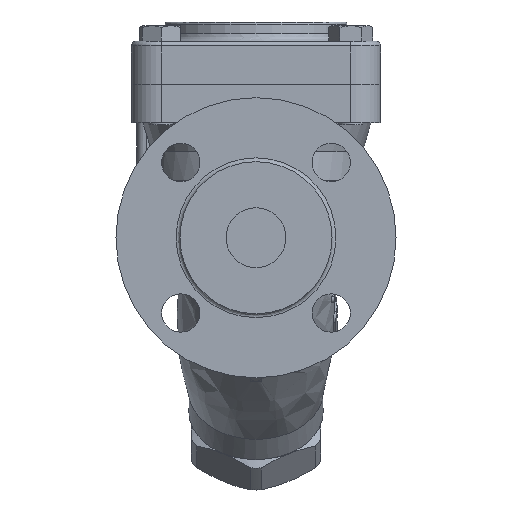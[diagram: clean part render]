
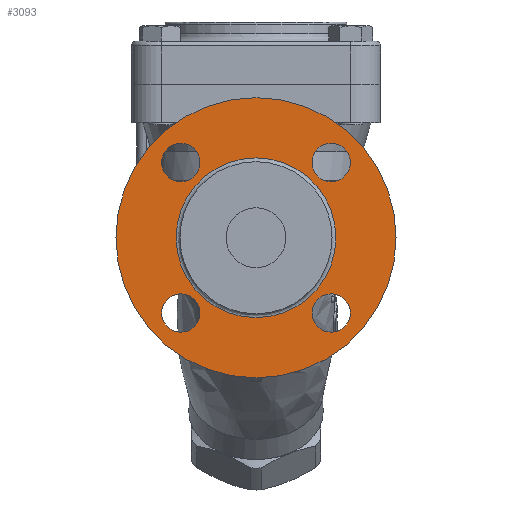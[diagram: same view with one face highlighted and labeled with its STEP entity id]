
A CAD part, left-side view. The second image highlights one B-rep face of the part: STEP entity #3093.
In plain terms, the highlighted free-form (B-spline) face has degree [1, 1] with [2, 2] control points.
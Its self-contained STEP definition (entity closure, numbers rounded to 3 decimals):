
#2899=CARTESIAN_POINT('',(-120.9,0.,-122.5));
#2900=VERTEX_POINT('',#2899);
#2901=CARTESIAN_POINT('',(-120.9,0.0,-64.));
#2902=DIRECTION('',(1.0,0.0,0.0));
#2903=DIRECTION('',(0.0,0.0,1.0));
#2904=AXIS2_PLACEMENT_3D('',#2901,#2902,#2903);
#2905=CIRCLE('',#2904,58.5);
#2906=EDGE_CURVE('',#2900,#2900,#2905,.T.);
#2919=CARTESIAN_POINT('',(-120.9,-39.431,-95.431));
#2920=VERTEX_POINT('',#2919);
#2921=CARTESIAN_POINT('',(-120.9,-31.431,-95.431));
#2922=DIRECTION('',(1.0,0.0,0.0));
#2923=DIRECTION('',(0.0,1.0,0.0));
#2924=AXIS2_PLACEMENT_3D('',#2921,#2922,#2923);
#2925=CIRCLE('',#2924,8.0);
#2926=EDGE_CURVE('',#2920,#2920,#2925,.T.);
#2939=CARTESIAN_POINT('',(-120.9,31.431,-103.431));
#2940=VERTEX_POINT('',#2939);
#2941=CARTESIAN_POINT('',(-120.9,31.431,-95.431));
#2942=DIRECTION('',(1.0,0.0,0.0));
#2943=DIRECTION('',(0.0,0.0,1.0));
#2944=AXIS2_PLACEMENT_3D('',#2941,#2942,#2943);
#2945=CIRCLE('',#2944,8.0);
#2946=EDGE_CURVE('',#2940,#2940,#2945,.T.);
#2959=CARTESIAN_POINT('',(-120.9,39.431,-32.569));
#2960=VERTEX_POINT('',#2959);
#2961=CARTESIAN_POINT('',(-120.9,31.431,-32.569));
#2962=DIRECTION('',(1.0,0.0,0.0));
#2963=DIRECTION('',(0.0,-1.0,0.0));
#2964=AXIS2_PLACEMENT_3D('',#2961,#2962,#2963);
#2965=CIRCLE('',#2964,8.0);
#2966=EDGE_CURVE('',#2960,#2960,#2965,.T.);
#2982=CARTESIAN_POINT('',(-120.9,-31.431,-24.569));
#2983=VERTEX_POINT('',#2982);
#2984=CARTESIAN_POINT('',(-120.9,-31.431,-32.569));
#2985=DIRECTION('',(1.0,0.0,0.0));
#2986=DIRECTION('',(0.0,0.0,-1.0));
#2987=AXIS2_PLACEMENT_3D('',#2984,#2985,#2986);
#2988=CIRCLE('',#2987,8.0);
#2989=EDGE_CURVE('',#2983,#2983,#2988,.T.);
#3058=CARTESIAN_POINT('',(-120.9,0.,-97.35));
#3059=VERTEX_POINT('',#3058);
#3060=CARTESIAN_POINT('',(-120.9,0.0,-64.));
#3061=DIRECTION('',(-1.0,0.0,0.0));
#3062=DIRECTION('',(0.0,0.0,1.0));
#3063=AXIS2_PLACEMENT_3D('',#3060,#3061,#3062);
#3064=CIRCLE('',#3063,33.35);
#3065=EDGE_CURVE('',#3059,#3059,#3064,.T.);
#3070=CARTESIAN_POINT('',(-120.9,58.5,-122.5));
#3071=CARTESIAN_POINT('',(-120.9,58.5,-5.5));
#3072=CARTESIAN_POINT('',(-120.9,-58.5,-122.5));
#3073=CARTESIAN_POINT('',(-120.9,-58.5,-5.5));
#3074=B_SPLINE_SURFACE_WITH_KNOTS('',1,1,((#3070,#3072),(#3071,#3073)),.UNSPECIFIED.,.F.,.F.,.U.,(2,2),(2,2),(0.0,117.),(0.0,117.),.UNSPECIFIED.);
#3075=ORIENTED_EDGE('',*,*,#2906,.F.);
#3076=EDGE_LOOP('',(#3075));
#3077=FACE_OUTER_BOUND('',#3076,.T.);
#3078=ORIENTED_EDGE('',*,*,#2926,.T.);
#3079=EDGE_LOOP('',(#3078));
#3080=FACE_BOUND('',#3079,.T.);
#3081=ORIENTED_EDGE('',*,*,#2946,.T.);
#3082=EDGE_LOOP('',(#3081));
#3083=FACE_BOUND('',#3082,.T.);
#3084=ORIENTED_EDGE('',*,*,#2966,.T.);
#3085=EDGE_LOOP('',(#3084));
#3086=FACE_BOUND('',#3085,.T.);
#3087=ORIENTED_EDGE('',*,*,#2989,.T.);
#3088=EDGE_LOOP('',(#3087));
#3089=FACE_BOUND('',#3088,.T.);
#3090=ORIENTED_EDGE('',*,*,#3065,.F.);
#3091=EDGE_LOOP('',(#3090));
#3092=FACE_BOUND('',#3091,.T.);
#3093=ADVANCED_FACE('',(#3077,#3080,#3083,#3086,#3089,#3092),#3074,.F.);
